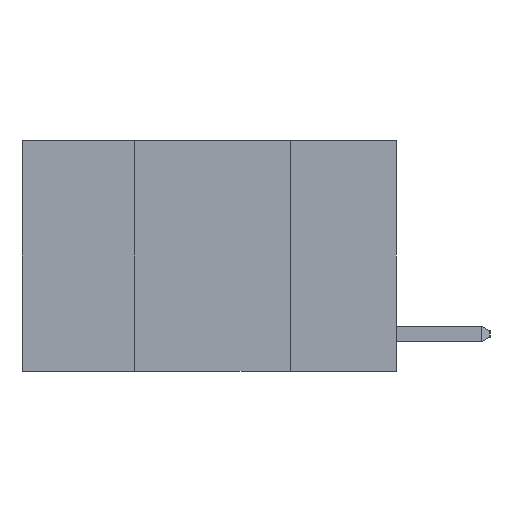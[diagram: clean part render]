
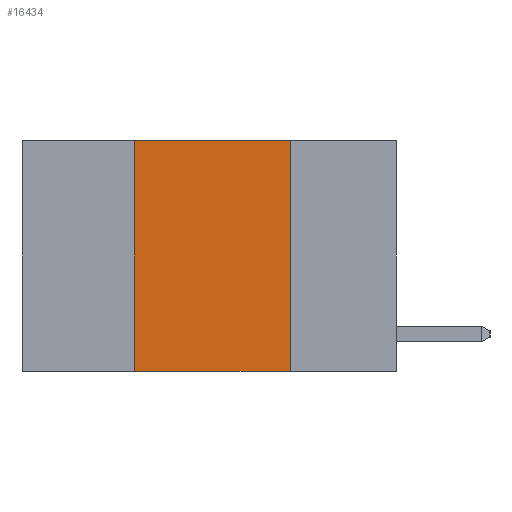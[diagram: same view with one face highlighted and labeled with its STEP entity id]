
A CAD part, left-side view. The second image highlights one B-rep face of the part: STEP entity #16434.
In plain terms, the highlighted planar face has unit normal (-1, 0, 0).
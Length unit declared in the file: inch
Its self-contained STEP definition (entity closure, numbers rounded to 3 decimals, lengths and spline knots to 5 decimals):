
#1027 = AXIS2_PLACEMENT_3D ( 'NONE', #13991, #7540, #16572 ) ;
#1186 = CARTESIAN_POINT ( 'NONE',  ( 0., 0.17, 0. ) ) ;
#2433 = VERTEX_POINT ( 'NONE', #4501 ) ;
#2479 = DIRECTION ( 'NONE',  ( 0., 0., -1. ) ) ;
#2580 = ORIENTED_EDGE ( 'NONE', *, *, #11357, .F. ) ;
#4069 = DIRECTION ( 'NONE',  ( 0., -1., 0. ) ) ;
#4145 = LINE ( 'NONE', #1186, #10619 ) ;
#4501 = CARTESIAN_POINT ( 'NONE',  ( 0., 0.42, 0. ) ) ;
#4758 = VERTEX_POINT ( 'NONE', #9336 ) ;
#4932 = PLANE ( 'NONE',  #1027 ) ;
#5039 = ORIENTED_EDGE ( 'NONE', *, *, #15326, .T. ) ;
#5167 = EDGE_CURVE ( 'NONE', #16714, #10608, #4145, .T. ) ;
#5410 = EDGE_LOOP ( 'NONE', ( #10723, #2580, #14022, #5039 ) ) ;
#5561 = LINE ( 'NONE', #10553, #12074 ) ;
#7123 = EDGE_CURVE ( 'NONE', #4758, #2433, #9517, .T. ) ;
#7416 = LINE ( 'NONE', #14365, #9626 ) ;
#7500 = CARTESIAN_POINT ( 'NONE',  ( 0., 0.42, 0. ) ) ;
#7540 = DIRECTION ( 'NONE',  ( 1., 0., 0. ) ) ;
#7574 = FACE_OUTER_BOUND ( 'NONE', #5410, .T. ) ;
#7927 = CARTESIAN_POINT ( 'NONE',  ( 0., 0.17, -0.37 ) ) ;
#9336 = CARTESIAN_POINT ( 'NONE',  ( 0., 0.42, -0.37 ) ) ;
#9376 = CARTESIAN_POINT ( 'NONE',  ( 0., 0.17, 0. ) ) ;
#9517 = LINE ( 'NONE', #7500, #13014 ) ;
#9626 = VECTOR ( 'NONE', #4069, 39.37008 ) ;
#10553 = CARTESIAN_POINT ( 'NONE',  ( 0., 0.6, 0. ) ) ;
#10608 = VERTEX_POINT ( 'NONE', #7927 ) ;
#10619 = VECTOR ( 'NONE', #2479, 39.37008 ) ;
#10723 = ORIENTED_EDGE ( 'NONE', *, *, #5167, .F. ) ;
#11357 = EDGE_CURVE ( 'NONE', #2433, #16714, #5561, .T. ) ;
#11877 = DIRECTION ( 'NONE',  ( 0., -1., 0. ) ) ;
#12074 = VECTOR ( 'NONE', #11877, 39.37008 ) ;
#13014 = VECTOR ( 'NONE', #15224, 39.37008 ) ;
#13991 = CARTESIAN_POINT ( 'NONE',  ( 0., 0.6, 0. ) ) ;
#14022 = ORIENTED_EDGE ( 'NONE', *, *, #7123, .F. ) ;
#14365 = CARTESIAN_POINT ( 'NONE',  ( 0., 0.6, -0.37 ) ) ;
#15224 = DIRECTION ( 'NONE',  ( 0., 0., 1. ) ) ;
#15326 = EDGE_CURVE ( 'NONE', #4758, #10608, #7416, .T. ) ;
#16434 = ADVANCED_FACE ( 'NONE', ( #7574 ), #4932, .F. ) ;
#16572 = DIRECTION ( 'NONE',  ( 0., 0., -1. ) ) ;
#16714 = VERTEX_POINT ( 'NONE', #9376 ) ;
